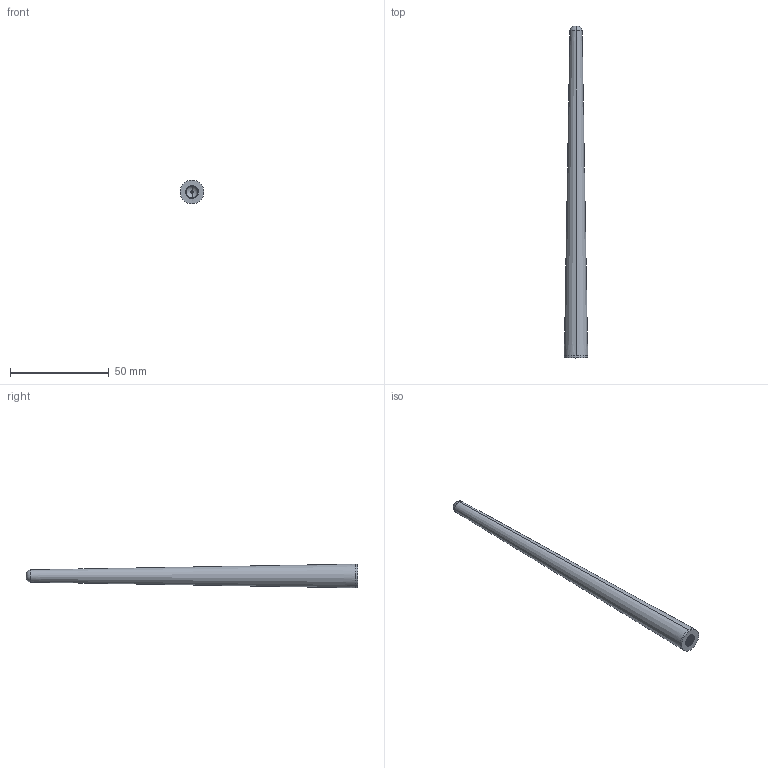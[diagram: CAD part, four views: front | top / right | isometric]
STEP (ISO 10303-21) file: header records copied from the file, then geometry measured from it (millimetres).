
FILE_DESCRIPTION (( 'STEP AP214' ), '1' );
FILE_NAME ('TI.08.A.0111_web.STEP', '2022-03-21T17:00:57', ( '' ), ( '' ), 'SwSTEP 2.0', 'SolidWorks 2018', '' );
FILE_SCHEMA (( 'AUTOMOTIVE_DESIGN' ));
Length unit declared in the file: millimetre
Products named in the file (1): TI.08.A.0111_web
Bounding box: 12 x 168.14 x 12 mm (x, y, z)
Surface area: 5037.8 mm2 (no closed solid volume)
Topology: 0 solids, 4 shells, 44 faces, 125 edges, 83 vertices
Faces by surface type: cylinder 36, plane 2, cone 2, torus 2, bspline 2
Entity records: 3417 total; most frequent: CARTESIAN_POINT 1952, ORIENTED_EDGE 204, DIRECTION 167, EDGE_CURVE 125, VERTEX_POINT 83, AXIS2_PLACEMENT_3D 64, UNCERTAINTY_MEASURE_WITH_UNIT 46, MECHANICAL_DESIGN_GEOMETRIC_PRESENTATION_REPRESENTATION 45
